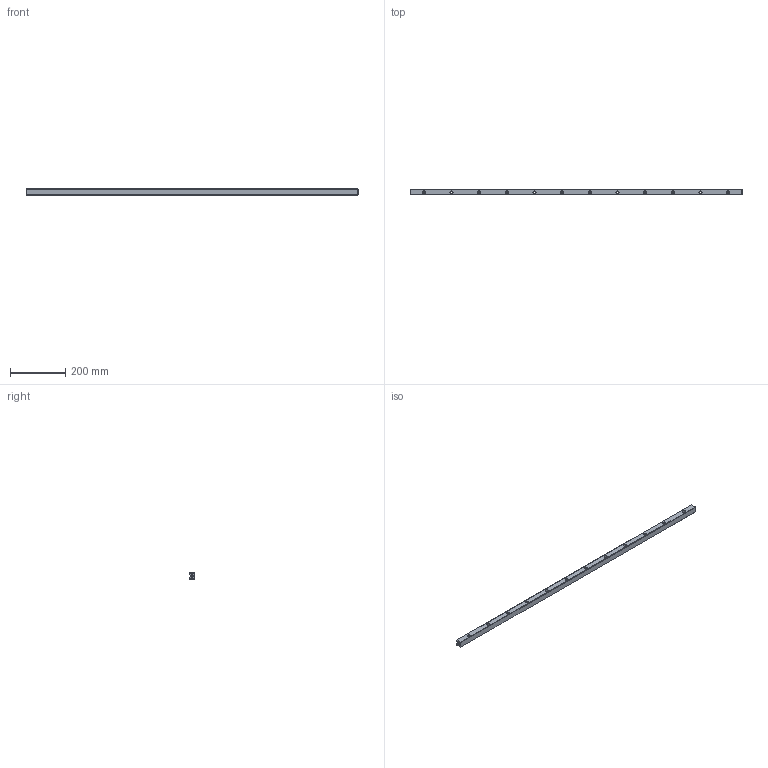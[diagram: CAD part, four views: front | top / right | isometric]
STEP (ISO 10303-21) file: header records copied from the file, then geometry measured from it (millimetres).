
FILE_DESCRIPTION(/* description */ (''),/* implementation_level */ '2;1');
FILE_NAME(/* name */ 'Rail RSDE-91200.stp',/* time_stamp */ '2018-11-12T19:43:25+01:00',/* author */ (''),/* organization */ (''),/* preprocessor_version */ 'ST-DEVELOPER v16.7',/* originating_system */ 'SIEMENS PLM Software NX 12.0',/* authorisation */ '');
FILE_SCHEMA (('AUTOMOTIVE_DESIGN { 1 0 10303 214 3 1 1 1 }'));
Length unit declared in the file: millimetre
Products named in the file (1): 008566_B_1-RSDE-91200
Bounding box: 1200 x 21.3 x 22 mm (x, y, z)
Volume: 502588.9 mm3; surface area: 116138.4 mm2
Topology: 1 solids, 1 shells, 92 faces, 232 edges, 154 vertices
Faces by surface type: plane 38, cone 28, cylinder 26
Full cylindrical faces by diameter (mm): 5.1 x2, 6.8 x12, 11 x12
Entity records: 2358 total; most frequent: DIRECTION 414, CARTESIAN_POINT 371, ORIENTED_EDGE 300, EDGE_LOOP 182, AXIS2_PLACEMENT_3D 171, FACE_BOUND 162, EDGE_CURVE 150, VERTEX_POINT 128
